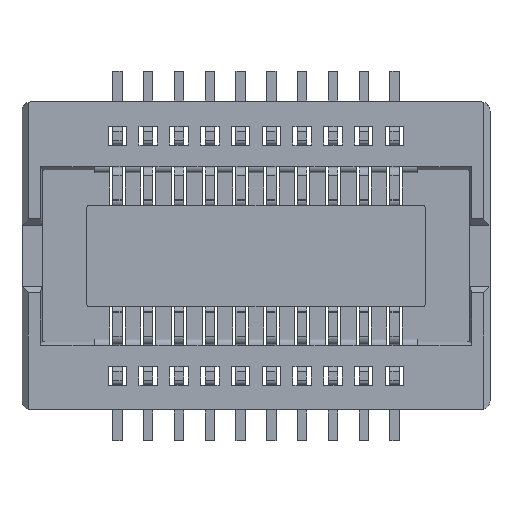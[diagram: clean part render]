
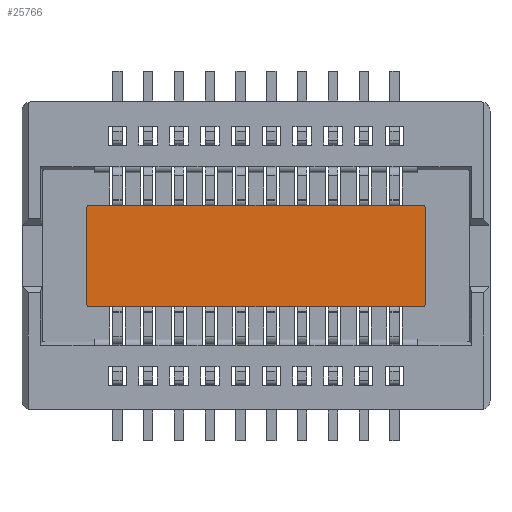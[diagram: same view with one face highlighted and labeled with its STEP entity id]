
A CAD part, top view. The second image highlights one B-rep face of the part: STEP entity #25766.
In plain terms, the highlighted planar face has unit normal (0, 0, 1).
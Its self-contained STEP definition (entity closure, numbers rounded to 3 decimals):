
#9923 = EDGE_CURVE('',#9924,#9926,#9928,.T.);
#9924 = VERTEX_POINT('',#9925);
#9925 = CARTESIAN_POINT('',(-2.7,-0.825,1.15));
#9926 = VERTEX_POINT('',#9927);
#9927 = CARTESIAN_POINT('',(2.7,-0.825,1.15));
#9928 = LINE('',#9929,#9930);
#9929 = CARTESIAN_POINT('',(-2.75,-0.825,1.15));
#9930 = VECTOR('',#9931,1.);
#9931 = DIRECTION('',(1.,0.,0.));
#25537 = EDGE_CURVE('',#25538,#25540,#25542,.T.);
#25538 = VERTEX_POINT('',#25539);
#25539 = CARTESIAN_POINT('',(2.7,0.825,1.15));
#25540 = VERTEX_POINT('',#25541);
#25541 = CARTESIAN_POINT('',(-2.7,0.825,1.15));
#25542 = LINE('',#25543,#25544);
#25543 = CARTESIAN_POINT('',(2.75,0.825,1.15));
#25544 = VECTOR('',#25545,1.);
#25545 = DIRECTION('',(-1.,0.,0.));
#25703 = EDGE_CURVE('',#25540,#25704,#25706,.T.);
#25704 = VERTEX_POINT('',#25705);
#25705 = CARTESIAN_POINT('',(-2.75,0.775,1.15));
#25706 = CIRCLE('',#25707,0.05);
#25707 = AXIS2_PLACEMENT_3D('',#25708,#25709,#25710);
#25708 = CARTESIAN_POINT('',(-2.7,0.775,1.15));
#25709 = DIRECTION('',(0.,-0.,1.));
#25710 = DIRECTION('',(0.,1.,0.));
#25728 = EDGE_CURVE('',#25704,#25729,#25731,.T.);
#25729 = VERTEX_POINT('',#25730);
#25730 = CARTESIAN_POINT('',(-2.75,-0.775,1.15));
#25731 = LINE('',#25732,#25733);
#25732 = CARTESIAN_POINT('',(-2.75,0.825,1.15));
#25733 = VECTOR('',#25734,1.);
#25734 = DIRECTION('',(0.,-1.,0.));
#25752 = EDGE_CURVE('',#9924,#25729,#25753,.T.);
#25753 = CIRCLE('',#25754,0.05);
#25754 = AXIS2_PLACEMENT_3D('',#25755,#25756,#25757);
#25755 = CARTESIAN_POINT('',(-2.7,-0.775,1.15));
#25756 = DIRECTION('',(0.,0.,-1.));
#25757 = DIRECTION('',(0.,1.,0.));
#25766 = ADVANCED_FACE('',(#25767),#25798,.T.);
#25767 = FACE_BOUND('',#25768,.T.);
#25768 = EDGE_LOOP('',(#25769,#25770,#25779,#25787,#25794,#25795,#25796,
#25797));
#25769 = ORIENTED_EDGE('',*,*,#9923,.T.);
#25770 = ORIENTED_EDGE('',*,*,#25771,.T.);
#25771 = EDGE_CURVE('',#9926,#25772,#25774,.T.);
#25772 = VERTEX_POINT('',#25773);
#25773 = CARTESIAN_POINT('',(2.75,-0.775,1.15));
#25774 = CIRCLE('',#25775,0.05);
#25775 = AXIS2_PLACEMENT_3D('',#25776,#25777,#25778);
#25776 = CARTESIAN_POINT('',(2.7,-0.775,1.15));
#25777 = DIRECTION('',(0.,-0.,1.));
#25778 = DIRECTION('',(0.,1.,0.));
#25779 = ORIENTED_EDGE('',*,*,#25780,.T.);
#25780 = EDGE_CURVE('',#25772,#25781,#25783,.T.);
#25781 = VERTEX_POINT('',#25782);
#25782 = CARTESIAN_POINT('',(2.75,0.775,1.15));
#25783 = LINE('',#25784,#25785);
#25784 = CARTESIAN_POINT('',(2.75,-0.825,1.15));
#25785 = VECTOR('',#25786,1.);
#25786 = DIRECTION('',(0.,1.,0.));
#25787 = ORIENTED_EDGE('',*,*,#25788,.T.);
#25788 = EDGE_CURVE('',#25781,#25538,#25789,.T.);
#25789 = CIRCLE('',#25790,0.05);
#25790 = AXIS2_PLACEMENT_3D('',#25791,#25792,#25793);
#25791 = CARTESIAN_POINT('',(2.7,0.775,1.15));
#25792 = DIRECTION('',(0.,-0.,1.));
#25793 = DIRECTION('',(0.,1.,0.));
#25794 = ORIENTED_EDGE('',*,*,#25537,.T.);
#25795 = ORIENTED_EDGE('',*,*,#25703,.T.);
#25796 = ORIENTED_EDGE('',*,*,#25728,.T.);
#25797 = ORIENTED_EDGE('',*,*,#25752,.F.);
#25798 = PLANE('',#25799);
#25799 = AXIS2_PLACEMENT_3D('',#25800,#25801,#25802);
#25800 = CARTESIAN_POINT('',(0.,0.,1.15));
#25801 = DIRECTION('',(0.,0.,1.));
#25802 = DIRECTION('',(1.,0.,0.));
